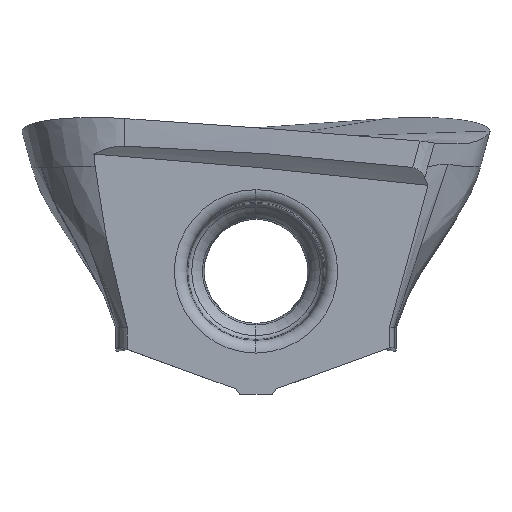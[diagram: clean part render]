
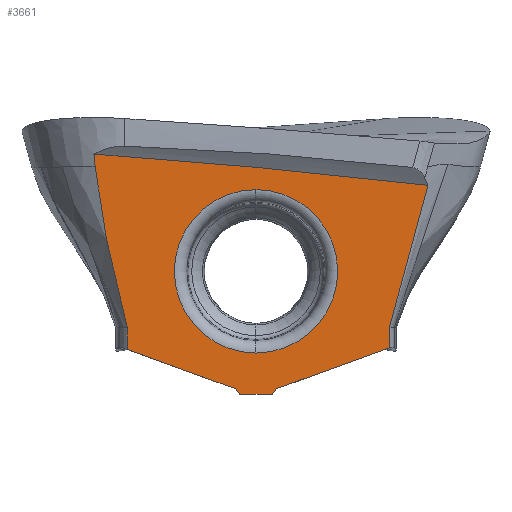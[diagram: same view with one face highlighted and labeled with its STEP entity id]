
A CAD part, front view. The second image highlights one B-rep face of the part: STEP entity #3661.
In plain terms, the highlighted planar face has unit normal (0, -1, 0).
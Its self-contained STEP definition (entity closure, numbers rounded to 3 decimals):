
#132=CARTESIAN_POINT('',(-6.553,0.,
4.742));
#137=CARTESIAN_POINT('',(-6.553,0.,
4.742));
#138=CARTESIAN_POINT('',(-6.548,0.,
4.684));
#139=CARTESIAN_POINT('',(-6.537,0.,
4.57));
#140=CARTESIAN_POINT('',(-6.521,0.,4.399));
#141=CARTESIAN_POINT('',(-6.51,0.,
4.286));
#142=CARTESIAN_POINT('',(-6.504,0.,
4.229));
#204=DIRECTION('',(-0.94,0.,-0.342));
#205=VECTOR('',#204,4.881);
#206=CARTESIAN_POINT('',(5.391,0.,
-3.091));
#207=LINE('',#206,#205);
#211=DIRECTION('',(-0.574,0.,-0.819));
#212=VECTOR('',#211,0.268);
#213=CARTESIAN_POINT('',(0.804,0.,
-4.76));
#214=LINE('',#213,#212);
#218=DIRECTION('',(-1.,0.,0.));
#219=VECTOR('',#218,1.3);
#220=CARTESIAN_POINT('',(0.65,0.,-4.98));
#221=LINE('',#220,#219);
#225=DIRECTION('',(-0.574,0.,0.819));
#226=VECTOR('',#225,0.268);
#227=CARTESIAN_POINT('',(-0.65,0.,-4.98));
#228=LINE('',#227,#226);
#232=DIRECTION('',(-0.94,0.,0.342));
#233=VECTOR('',#232,4.682);
#234=CARTESIAN_POINT('',(-0.804,0.,
-4.76));
#235=LINE('',#234,#233);
#239=DIRECTION('',(0.,0.,1.));
#240=VECTOR('',#239,0.879);
#241=CARTESIAN_POINT('',(-5.203,0.,
-3.159));
#242=LINE('',#241,#240);
#246=CARTESIAN_POINT('',(-6.553,0.,
4.742));
#247=CARTESIAN_POINT('',(-5.085,0.,
4.633));
#248=CARTESIAN_POINT('',(-2.126,0.,
4.409));
#249=CARTESIAN_POINT('',(2.378,0.,
3.986));
#250=CARTESIAN_POINT('',(5.42,0.,3.653));
#251=CARTESIAN_POINT('',(6.953,0.,3.479));
#256=DIRECTION('',(0.,0.,-1.));
#257=VECTOR('',#256,0.811);
#258=CARTESIAN_POINT('',(5.393,0.,
-2.28));
#259=LINE('',#258,#257);
#263=CARTESIAN_POINT('',(5.393,0.,
-3.091));
#264=CARTESIAN_POINT('',(5.392,0.,
-3.091));
#265=CARTESIAN_POINT('',(5.391,0.,
-3.091));
#266=CARTESIAN_POINT('',(5.391,0.,
-3.091));
#271=CARTESIAN_POINT('',(0.,0.,
0.));
#272=DIRECTION('',(0.,-1.,0.));
#273=DIRECTION('',(0.,0.,1.));
#274=AXIS2_PLACEMENT_3D('',#271,#272,#273);
#279=CARTESIAN_POINT('',(0.,0.,
0.));
#280=DIRECTION('',(0.,-1.,0.));
#281=DIRECTION('',(-0.006,0.,1.));
#282=AXIS2_PLACEMENT_3D('',#279,#280,#281);
#287=CARTESIAN_POINT('',(0.,0.,
0.));
#288=DIRECTION('',(0.,-1.,0.));
#289=DIRECTION('',(0.,0.,-1.));
#290=AXIS2_PLACEMENT_3D('',#287,#288,#289);
#295=CARTESIAN_POINT('',(0.,0.,
0.));
#296=DIRECTION('',(0.,-1.,0.));
#297=DIRECTION('',(0.006,0.,-1.));
#298=AXIS2_PLACEMENT_3D('',#295,#296,#297);
#1919=CARTESIAN_POINT('',(5.393,0.,
-2.28));
#1920=CARTESIAN_POINT('',(5.522,0.,
-1.79));
#1921=CARTESIAN_POINT('',(5.787,0.,
-0.814));
#1922=CARTESIAN_POINT('',(6.195,0.,
0.669));
#1923=CARTESIAN_POINT('',(6.59,0.,2.109));
#1924=CARTESIAN_POINT('',(6.835,0.,
3.028));
#1925=CARTESIAN_POINT('',(6.953,0.,
3.479));
#2168=CARTESIAN_POINT('',(-6.504,0.,
4.229));
#2169=CARTESIAN_POINT('',(-6.49,0.,
4.081));
#2170=CARTESIAN_POINT('',(-6.458,0.,
3.77));
#2171=CARTESIAN_POINT('',(-6.395,0.,
3.266));
#2172=CARTESIAN_POINT('',(-6.308,0.,
2.692));
#2173=CARTESIAN_POINT('',(-6.212,0.,
2.144));
#2174=CARTESIAN_POINT('',(-6.11,0.,
1.616));
#2175=CARTESIAN_POINT('',(-5.989,0.,
1.037));
#2176=CARTESIAN_POINT('',(-5.842,0.,
0.381));
#2177=CARTESIAN_POINT('',(-5.706,0.,
-0.203));
#2178=CARTESIAN_POINT('',(-5.556,0.,
-0.832));
#2179=CARTESIAN_POINT('',(-5.389,0.,
-1.519));
#2180=CARTESIAN_POINT('',(-5.267,0.,
-2.019));
#2181=CARTESIAN_POINT('',(-5.203,0.,
-2.28));
#2712=VERTEX_POINT('',#132);
#2713=VERTEX_POINT('',#142);
#2717=VERTEX_POINT('',#251);
#2719=CARTESIAN_POINT('',(5.391,0.,
-3.091));
#2720=CARTESIAN_POINT('',(0.804,0.,
-4.76));
#2721=VERTEX_POINT('',#2719);
#2722=VERTEX_POINT('',#2720);
#2723=CARTESIAN_POINT('',(0.65,0.,-4.98));
#2724=VERTEX_POINT('',#2723);
#2725=CARTESIAN_POINT('',(-0.65,0.,-4.98));
#2726=VERTEX_POINT('',#2725);
#2727=CARTESIAN_POINT('',(-0.804,0.,
-4.76));
#2728=VERTEX_POINT('',#2727);
#2729=CARTESIAN_POINT('',(-5.203,0.,
-3.159));
#2730=VERTEX_POINT('',#2729);
#2731=CARTESIAN_POINT('',(-5.203,0.,
-2.28));
#2732=VERTEX_POINT('',#2731);
#2733=VERTEX_POINT('',#1919);
#2734=CARTESIAN_POINT('',(5.393,0.,
-3.091));
#2735=VERTEX_POINT('',#2734);
#2736=CARTESIAN_POINT('',(-0.018,0.,
3.303));
#2737=CARTESIAN_POINT('',(0.,0.,
-3.303));
#2738=VERTEX_POINT('',#2736);
#2739=VERTEX_POINT('',#2737);
#2740=CARTESIAN_POINT('',(0.,0.,
3.303));
#2741=VERTEX_POINT('',#2740);
#2742=CARTESIAN_POINT('',(0.018,0.,
-3.303));
#2743=VERTEX_POINT('',#2742);
#3622=CARTESIAN_POINT('',(0.53,0.,-0.835));
#3623=DIRECTION('',(0.,-1.,0.));
#3624=DIRECTION('',(0.334,0.,0.943));
#3625=AXIS2_PLACEMENT_3D('',#3622,#3623,#3624);
#3626=PLANE('',#3625);
#3628=ORIENTED_EDGE('',*,*,#3627,.T.);
#3630=ORIENTED_EDGE('',*,*,#3629,.T.);
#3632=ORIENTED_EDGE('',*,*,#3631,.T.);
#3634=ORIENTED_EDGE('',*,*,#3633,.T.);
#3636=ORIENTED_EDGE('',*,*,#3635,.T.);
#3638=ORIENTED_EDGE('',*,*,#3637,.T.);
#3640=ORIENTED_EDGE('',*,*,#3639,.F.);
#3641=ORIENTED_EDGE('',*,*,#3515,.F.);
#3642=ORIENTED_EDGE('',*,*,#3611,.T.);
#3644=ORIENTED_EDGE('',*,*,#3643,.F.);
#3646=ORIENTED_EDGE('',*,*,#3645,.T.);
#3648=ORIENTED_EDGE('',*,*,#3647,.T.);
#3649=EDGE_LOOP('',(#3628,#3630,#3632,#3634,#3636,#3638,#3640,#3641,#3642,#3644,
#3646,#3648));
#3650=FACE_OUTER_BOUND('',#3649,.F.);
#3652=ORIENTED_EDGE('',*,*,#3651,.T.);
#3654=ORIENTED_EDGE('',*,*,#3653,.T.);
#3656=ORIENTED_EDGE('',*,*,#3655,.T.);
#3658=ORIENTED_EDGE('',*,*,#3657,.T.);
#3659=EDGE_LOOP('',(#3652,#3654,#3656,#3658));
#3660=FACE_BOUND('',#3659,.F.);
#143=B_SPLINE_CURVE_WITH_KNOTS('',3,(#137,#138,#139,#140,#141,#142),
.UNSPECIFIED.,.F.,.F.,(4,1,1,4),(0.,0.333,0.667,1.),
.UNSPECIFIED.);
#252=B_SPLINE_CURVE_WITH_KNOTS('',3,(#246,#247,#248,#249,#250,#251),
.UNSPECIFIED.,.F.,.F.,(4,1,1,4),(0.,0.333,0.667,1.),
.UNSPECIFIED.);
#267=B_SPLINE_CURVE_WITH_KNOTS('',3,(#263,#264,#265,#266),.UNSPECIFIED.,.F.,.F.,
(4,4),(0.,1.),.UNSPECIFIED.);
#275=CIRCLE('',#274,3.303);
#283=CIRCLE('',#282,3.303);
#291=CIRCLE('',#290,3.303);
#299=CIRCLE('',#298,3.303);
#1926=B_SPLINE_CURVE_WITH_KNOTS('',3,(#1919,#1920,#1921,#1922,#1923,#1924,
#1925),.UNSPECIFIED.,.F.,.F.,(4,1,1,1,4),(0.,0.25,0.5,0.75,1.),
.UNSPECIFIED.);
#2182=B_SPLINE_CURVE_WITH_KNOTS('',3,(#2168,#2169,#2170,#2171,#2172,#2173,#2174,
#2175,#2176,#2177,#2178,#2179,#2180,#2181),.UNSPECIFIED.,.F.,.F.,(4,1,1,1,1,1,1,
1,1,1,1,4),(0.,0.091,0.182,0.273,
0.364,0.455,0.545,0.636,
0.727,0.818,0.909,1.),.UNSPECIFIED.);
#3515=EDGE_CURVE('',#2712,#2713,#143,.T.);
#3611=EDGE_CURVE('',#2712,#2717,#252,.T.);
#3627=EDGE_CURVE('',#2721,#2722,#207,.T.);
#3629=EDGE_CURVE('',#2722,#2724,#214,.T.);
#3631=EDGE_CURVE('',#2724,#2726,#221,.T.);
#3633=EDGE_CURVE('',#2726,#2728,#228,.T.);
#3635=EDGE_CURVE('',#2728,#2730,#235,.T.);
#3637=EDGE_CURVE('',#2730,#2732,#242,.T.);
#3639=EDGE_CURVE('',#2713,#2732,#2182,.T.);
#3643=EDGE_CURVE('',#2733,#2717,#1926,.T.);
#3645=EDGE_CURVE('',#2733,#2735,#259,.T.);
#3647=EDGE_CURVE('',#2735,#2721,#267,.T.);
#3651=EDGE_CURVE('',#2741,#2738,#275,.T.);
#3653=EDGE_CURVE('',#2738,#2739,#283,.T.);
#3655=EDGE_CURVE('',#2739,#2743,#291,.T.);
#3657=EDGE_CURVE('',#2743,#2741,#299,.T.);
#3661=ADVANCED_FACE('',(#3650,#3660),#3626,.T.);
